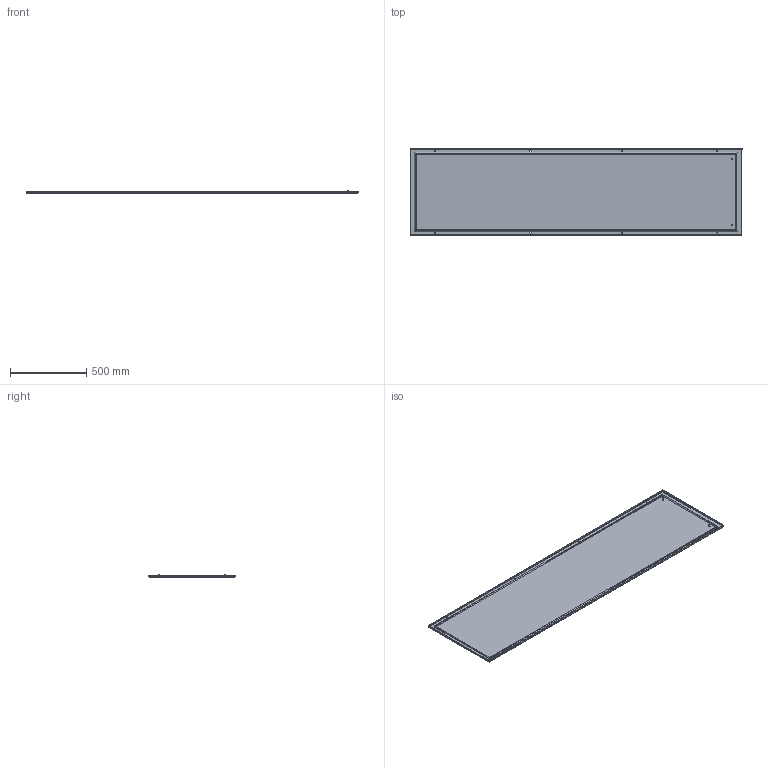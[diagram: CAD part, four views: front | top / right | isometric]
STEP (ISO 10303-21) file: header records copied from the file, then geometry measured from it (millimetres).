
FILE_DESCRIPTION((''),'2;1');
FILE_NAME('H60299_Pan_Lat_2200x600.stp','2016-09-20T08:50:07', ('User'),('SDRC'),'I-DEAS Master Series 9','UNIX','Yes');
FILE_SCHEMA(('CONFIG_CONTROL_DESIGN', 'GEOMETRIC_VALIDATION_PROPERTIES_MIM','SHAPE_APPEARANCE_LAYER_MIM'));
Length unit declared in the file: millimetre
Assembly tree (4 placements, depth 0):
Bounding box: 2178 x 565 x 16.5 mm (x, y, z)
Volume: 4057493.8 mm3; surface area: 5326876 mm2
Topology: 5 solids, 5 shells, 168 faces, 384 edges, 226 vertices
Faces by surface type: bspline 168
Entity records: 5425 total; most frequent: CARTESIAN_POINT 2437, ORIENTED_EDGE 752, EDGE_CURVE 376, VERTEX_POINT 221, EDGE_LOOP 195, QUASI_UNIFORM_CURVE 174, FACE_OUTER_BOUND 162, ADVANCED_FACE 162
